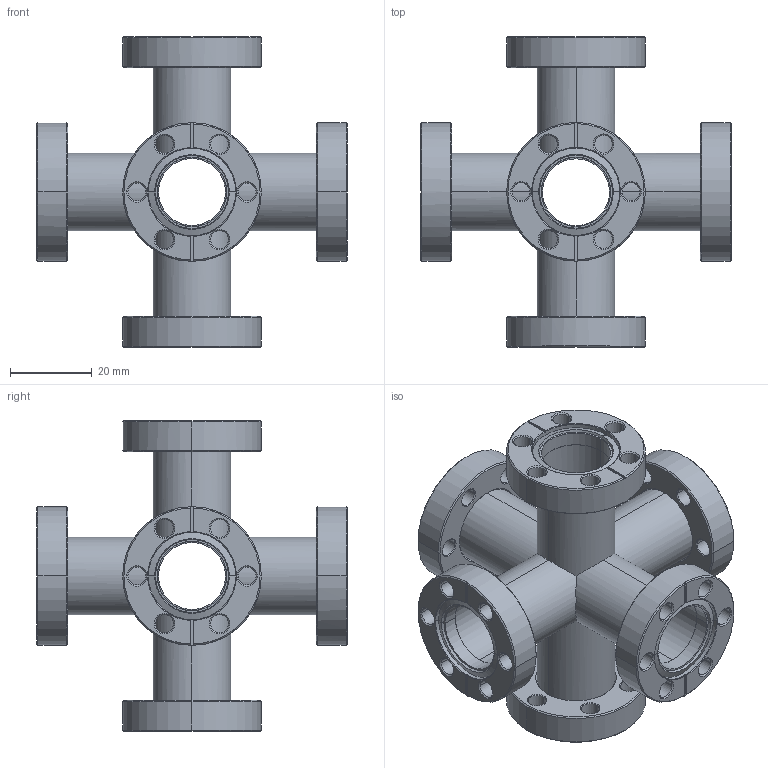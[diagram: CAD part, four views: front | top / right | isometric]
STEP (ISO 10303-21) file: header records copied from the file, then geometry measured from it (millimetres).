
FILE_DESCRIPTION (( 'STEP AP214' ), '1' );
FILE_NAME ('Hositrad_FX6-16-19R-Cross.STEP', '2017-05-23T07:20:24', ( 'Gebruiker' ), ( '' ), 'SwSTEP 2.0', 'SolidWorks 2017', '' );
FILE_SCHEMA (( 'AUTOMOTIVE_DESIGN' ));
Length unit declared in the file: millimetre
Products named in the file (6): Hositrad_FX6-16-19R-Cross; Equal-6Way-Crosses-All_16-19; NW16CF-weld_CF16-19; NW16CF-Outerring; NW16CF-Innerring_CF16-19-R; CF16-19-R
Assembly tree (9 placements, depth 3):
  Hositrad_FX6-16-19R-Cross
    Equal-6Way-Crosses-All_16-19
    NW16CF-weld_CF16-19  x3
    CF16-19-R  x3
      NW16CF-Outerring
      NW16CF-Innerring_CF16-19-R
Bounding box: 76.2 x 76.2 x 76.2 mm (x, y, z)
Volume: 33530.5 mm3; surface area: 37877.9 mm2
Topology: 10 solids, 10 shells, 441 faces, 1012 edges, 596 vertices
Faces by surface type: cone 228, cylinder 156, plane 57
Entity records: 5160 total; most frequent: CARTESIAN_POINT 956, DIRECTION 904, ORIENTED_EDGE 792, EDGE_CURVE 396, AXIS2_PLACEMENT_3D 376, VERTEX_POINT 236, EDGE_LOOP 206, CIRCLE 196
